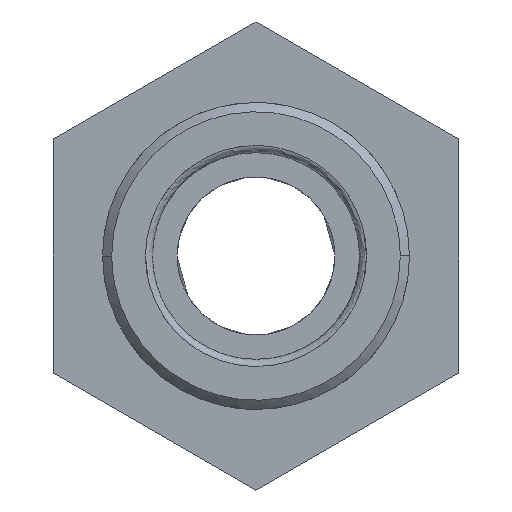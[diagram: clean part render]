
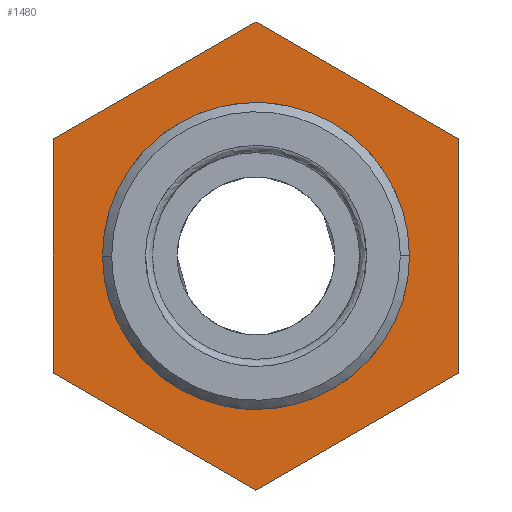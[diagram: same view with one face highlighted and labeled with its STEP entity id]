
A CAD part, left-side view. The second image highlights one B-rep face of the part: STEP entity #1480.
In plain terms, the highlighted planar face has unit normal (-1, 0, 0).
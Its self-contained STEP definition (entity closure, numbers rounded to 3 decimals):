
#12 = VECTOR ( 'NONE', #2370, 1000. ) ;
#15 = CARTESIAN_POINT ( 'NONE',  ( 13., 8.33, 0. ) ) ;
#20 = LINE ( 'NONE', #1188, #2468 ) ;
#31 = VERTEX_POINT ( 'NONE', #1700 ) ;
#40 = CARTESIAN_POINT ( 'NONE',  ( 13., 8.33, 0.523 ) ) ;
#75 = ORIENTED_EDGE ( 'NONE', *, *, #2962, .T. ) ;
#168 = CARTESIAN_POINT ( 'NONE',  ( 13., -3.099, -7.827 ) ) ;
#197 = CARTESIAN_POINT ( 'NONE',  ( 13., 8.215, -1.745 ) ) ;
#260 = VERTEX_POINT ( 'NONE', #2345 ) ;
#275 = EDGE_CURVE ( 'NONE', #773, #31, #1568, .T. ) ;
#294 = CARTESIAN_POINT ( 'NONE',  ( 13., -3.099, 7.827 ) ) ;
#364 = VERTEX_POINT ( 'NONE', #2485 ) ;
#433 = VECTOR ( 'NONE', #3048, 1000. ) ;
#490 = CARTESIAN_POINT ( 'NONE',  ( 13., -11.44, 13.21 ) ) ;
#517 = CARTESIAN_POINT ( 'NONE',  ( 13., -8.33, 0.523 ) ) ;
#577 = LINE ( 'NONE', #2312, #433 ) ;
#634 = ORIENTED_EDGE ( 'NONE', *, *, #1842, .T. ) ;
#641 = CARTESIAN_POINT ( 'NONE',  ( 13., -1.055, -8.352 ) ) ;
#650 = CARTESIAN_POINT ( 'NONE',  ( 13., 11., 6.351 ) ) ;
#677 = CARTESIAN_POINT ( 'NONE',  ( 13., 4.948, -6.81 ) ) ;
#706 = EDGE_CURVE ( 'NONE', #1690, #1946, #2014, .T. ) ;
#748 = CARTESIAN_POINT ( 'NONE',  ( 13., -7.617, 3.584 ) ) ;
#773 = VERTEX_POINT ( 'NONE', #792 ) ;
#792 = CARTESIAN_POINT ( 'NONE',  ( 13., -8.33, 0. ) ) ;
#834 = CARTESIAN_POINT ( 'NONE',  ( 13., 0., 12.702 ) ) ;
#857 = CARTESIAN_POINT ( 'NONE',  ( 13., -11., 0. ) ) ;
#876 = VECTOR ( 'NONE', #2290, 1000. ) ;
#902 = CARTESIAN_POINT ( 'NONE',  ( 13., 11., -6.351 ) ) ;
#910 = CARTESIAN_POINT ( 'NONE',  ( 13., 1.055, -8.352 ) ) ;
#976 = CARTESIAN_POINT ( 'NONE',  ( 13., 1.055, 8.352 ) ) ;
#986 = CARTESIAN_POINT ( 'NONE',  ( 13., 6.486, 5.366 ) ) ;
#991 = ORIENTED_EDGE ( 'NONE', *, *, #275, .F. ) ;
#1007 = CARTESIAN_POINT ( 'NONE',  ( 13., 8.215, 1.745 ) ) ;
#1013 = EDGE_CURVE ( 'NONE', #2751, #260, #20, .T. ) ;
#1035 = CARTESIAN_POINT ( 'NONE',  ( 13., -5.5, 9.526 ) ) ;
#1063 = FACE_OUTER_BOUND ( 'NONE', #1837, .T. ) ;
#1074 = EDGE_LOOP ( 'NONE', ( #1432, #991 ) ) ;
#1075 = EDGE_CURVE ( 'NONE', #1906, #1690, #1146, .T. ) ;
#1097 = LINE ( 'NONE', #857, #876 ) ;
#1111 = CARTESIAN_POINT ( 'NONE',  ( 13., 7.617, -3.584 ) ) ;
#1146 = LINE ( 'NONE', #1035, #2953 ) ;
#1158 = ORIENTED_EDGE ( 'NONE', *, *, #1075, .T. ) ;
#1188 = CARTESIAN_POINT ( 'NONE',  ( 13., 5.5, -9.526 ) ) ;
#1207 = CARTESIAN_POINT ( 'NONE',  ( 13., -8.215, 1.745 ) ) ;
#1219 = CARTESIAN_POINT ( 'NONE',  ( 13., -8.33, 0. ) ) ;
#1276 = DIRECTION ( 'NONE',  ( 0., 0.866, -0.5 ) ) ;
#1322 = DIRECTION ( 'NONE',  ( 0., 1., 0. ) ) ;
#1376 = CARTESIAN_POINT ( 'NONE',  ( 13., 8.33, -0.523 ) ) ;
#1432 = ORIENTED_EDGE ( 'NONE', *, *, #2805, .F. ) ;
#1452 = CARTESIAN_POINT ( 'NONE',  ( 13., -4.948, 6.81 ) ) ;
#1480 = ADVANCED_FACE ( 'NONE', ( #1677, #1063 ), #1898, .T. ) ;
#1568 = B_SPLINE_CURVE_WITH_KNOTS ( 'NONE', 3,
 ( #1219, #517, #1207, #748, #2872, #1452, #294, #2641, #976, #2399, #1625, #986, #1687, #1007, #40, #15 ),
 .UNSPECIFIED., .F., .F.,
 ( 4, 1, 1, 1, 1, 1, 1, 1, 1, 1, 1, 1, 1, 4 ),
 ( 0., 0.002, 0.004, 0.006, 0.008, 0.01, 0.012, 0.014, 0.016, 0.018, 0.02, 0.022, 0.025, 0.026 ),
 .UNSPECIFIED. ) ;
#1577 = CARTESIAN_POINT ( 'NONE',  ( 13., 3.099, -7.827 ) ) ;
#1599 = CARTESIAN_POINT ( 'NONE',  ( 13., 5.5, 9.526 ) ) ;
#1625 = CARTESIAN_POINT ( 'NONE',  ( 13., 4.948, 6.81 ) ) ;
#1670 = DIRECTION ( 'NONE',  ( 0., -0.866, -0.5 ) ) ;
#1677 = FACE_BOUND ( 'NONE', #1074, .T. ) ;
#1687 = CARTESIAN_POINT ( 'NONE',  ( 13., 7.617, 3.584 ) ) ;
#1690 = VERTEX_POINT ( 'NONE', #834 ) ;
#1700 = CARTESIAN_POINT ( 'NONE',  ( 13., 8.33, 0. ) ) ;
#1788 = LINE ( 'NONE', #2163, #12 ) ;
#1806 = ORIENTED_EDGE ( 'NONE', *, *, #1013, .T. ) ;
#1812 = CARTESIAN_POINT ( 'NONE',  ( 13., -4.948, -6.81 ) ) ;
#1837 = EDGE_LOOP ( 'NONE', ( #634, #75, #1158, #2297, #2921, #1806 ) ) ;
#1842 = EDGE_CURVE ( 'NONE', #260, #364, #577, .T. ) ;
#1843 = CARTESIAN_POINT ( 'NONE',  ( 13., 6.486, -5.366 ) ) ;
#1871 = CARTESIAN_POINT ( 'NONE',  ( 13., -8.33, 0. ) ) ;
#1889 = CARTESIAN_POINT ( 'NONE',  ( 13., -8.215, -1.745 ) ) ;
#1898 = PLANE ( 'NONE',  #2941 ) ;
#1906 = VERTEX_POINT ( 'NONE', #2536 ) ;
#1936 = DIRECTION ( 'NONE',  ( -1., 0., 0. ) ) ;
#1946 = VERTEX_POINT ( 'NONE', #650 ) ;
#2014 = LINE ( 'NONE', #1599, #2100 ) ;
#2100 = VECTOR ( 'NONE', #1276, 1000. ) ;
#2163 = CARTESIAN_POINT ( 'NONE',  ( 13., 11., 0. ) ) ;
#2290 = DIRECTION ( 'NONE',  ( 0., 0., 1. ) ) ;
#2297 = ORIENTED_EDGE ( 'NONE', *, *, #706, .T. ) ;
#2312 = CARTESIAN_POINT ( 'NONE',  ( 13., -5.5, -9.526 ) ) ;
#2313 = CARTESIAN_POINT ( 'NONE',  ( 13., 8.33, 0. ) ) ;
#2345 = CARTESIAN_POINT ( 'NONE',  ( 13., 0., -12.702 ) ) ;
#2354 = B_SPLINE_CURVE_WITH_KNOTS ( 'NONE', 3,
 ( #2313, #1376, #197, #1111, #1843, #677, #1577, #910, #641, #168, #1812, #2571, #2602, #1889, #2593, #1871 ),
 .UNSPECIFIED., .F., .F.,
 ( 4, 1, 1, 1, 1, 1, 1, 1, 1, 1, 1, 1, 1, 4 ),
 ( 0., 0.002, 0.004, 0.006, 0.008, 0.01, 0.012, 0.014, 0.016, 0.018, 0.02, 0.022, 0.025, 0.026 ),
 .UNSPECIFIED. ) ;
#2370 = DIRECTION ( 'NONE',  ( 0., 0., -1. ) ) ;
#2399 = CARTESIAN_POINT ( 'NONE',  ( 13., 3.099, 7.827 ) ) ;
#2468 = VECTOR ( 'NONE', #1670, 1000. ) ;
#2485 = CARTESIAN_POINT ( 'NONE',  ( 13., -11., -6.351 ) ) ;
#2536 = CARTESIAN_POINT ( 'NONE',  ( 13., -11., 6.351 ) ) ;
#2571 = CARTESIAN_POINT ( 'NONE',  ( 13., -6.486, -5.366 ) ) ;
#2591 = EDGE_CURVE ( 'NONE', #1946, #2751, #1788, .T. ) ;
#2593 = CARTESIAN_POINT ( 'NONE',  ( 13., -8.33, -0.523 ) ) ;
#2602 = CARTESIAN_POINT ( 'NONE',  ( 13., -7.617, -3.584 ) ) ;
#2641 = CARTESIAN_POINT ( 'NONE',  ( 13., -1.055, 8.352 ) ) ;
#2657 = DIRECTION ( 'NONE',  ( 0., 0.866, 0.5 ) ) ;
#2751 = VERTEX_POINT ( 'NONE', #902 ) ;
#2805 = EDGE_CURVE ( 'NONE', #31, #773, #2354, .T. ) ;
#2872 = CARTESIAN_POINT ( 'NONE',  ( 13., -6.486, 5.366 ) ) ;
#2921 = ORIENTED_EDGE ( 'NONE', *, *, #2591, .T. ) ;
#2941 = AXIS2_PLACEMENT_3D ( 'NONE', #490, #1936, #1322 ) ;
#2953 = VECTOR ( 'NONE', #2657, 1000. ) ;
#2962 = EDGE_CURVE ( 'NONE', #364, #1906, #1097, .T. ) ;
#3048 = DIRECTION ( 'NONE',  ( 0., -0.866, 0.5 ) ) ;
